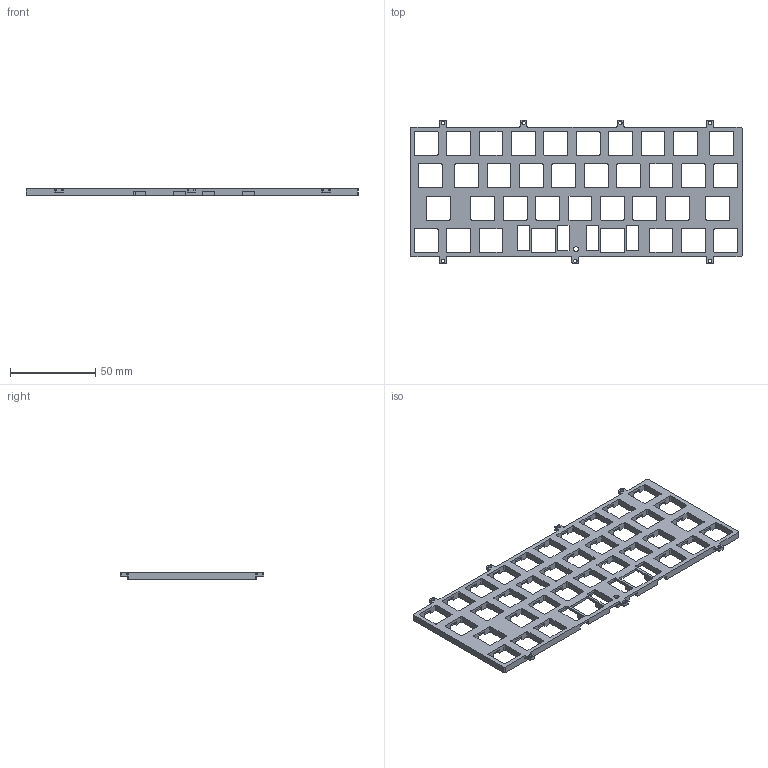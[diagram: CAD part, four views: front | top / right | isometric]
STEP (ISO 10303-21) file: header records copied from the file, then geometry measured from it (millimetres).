
FILE_DESCRIPTION(/* description */ (''),/* implementation_level */ '2;1');
FILE_NAME(/* name */ 'qez_plate.step',/* time_stamp */ '2021-08-05T10:42:04+02:00',/* author */ (''),/* organization */ (''),/* preprocessor_version */ 'ST-DEVELOPER v18.1',/* originating_system */ 'Autodesk Translation Framework v10.9.0.1377',/* authorisation */ '');
FILE_SCHEMA (('AUTOMOTIVE_DESIGN { 1 0 10303 214 3 1 1 }'));
Length unit declared in the file: millimetre
Products named in the file (1): plate_alternative
Bounding box: 195.26 x 84.2 x 4 mm (x, y, z)
Volume: 26870.6 mm3; surface area: 26155.4 mm2
Topology: 1 solids, 1 shells, 703 faces, 2129 edges, 1419 vertices
Faces by surface type: plane 497, cylinder 205, cone 1
Full cylindrical faces by diameter (mm): 2 x7, 3 x1, 6 x1
Entity records: 24002 total; most frequent: ORIENTED_EDGE 4258, CARTESIAN_POINT 4252, DIRECTION 3948, EDGE_CURVE 2129, LINE 1718, VECTOR 1718, VERTEX_POINT 1419, AXIS2_PLACEMENT_3D 1115
